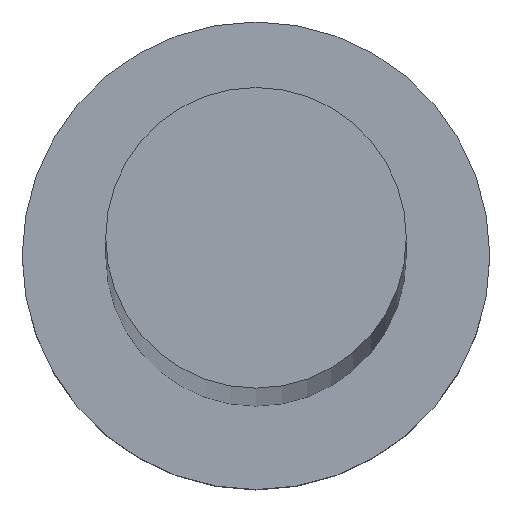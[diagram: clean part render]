
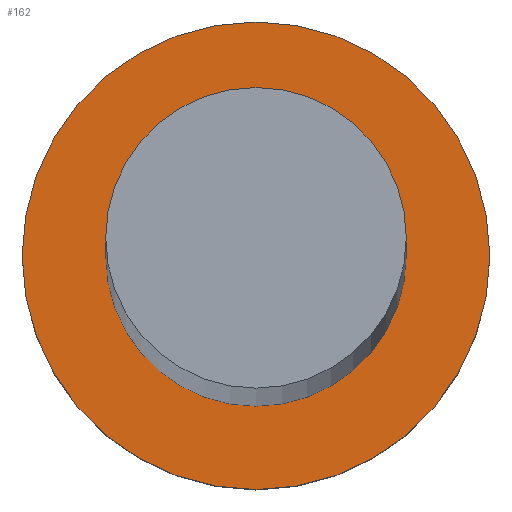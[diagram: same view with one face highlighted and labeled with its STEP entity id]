
A CAD part, top view. The second image highlights one B-rep face of the part: STEP entity #162.
In plain terms, the highlighted planar face has unit normal (0, 0, 1).
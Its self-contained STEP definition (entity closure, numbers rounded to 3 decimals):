
#3 = EDGE_CURVE ( 'NONE', #191, #249, #70, .T. ) ;
#5 = CARTESIAN_POINT ( 'NONE',  ( -7., 0., 6.5 ) ) ;
#17 = AXIS2_PLACEMENT_3D ( 'NONE', #83, #246, #196 ) ;
#26 = VERTEX_POINT ( 'NONE', #188 ) ;
#38 = DIRECTION ( 'NONE',  ( 0., 0., 1. ) ) ;
#39 = DIRECTION ( 'NONE',  ( 1., 0., 0. ) ) ;
#47 = CARTESIAN_POINT ( 'NONE',  ( 7., 0., 6.5 ) ) ;
#55 = EDGE_CURVE ( 'NONE', #26, #143, #93, .T. ) ;
#70 = CIRCLE ( 'NONE', #217, 7. ) ;
#73 = DIRECTION ( 'NONE',  ( 0., 0., 1. ) ) ;
#83 = CARTESIAN_POINT ( 'NONE',  ( 0., 0., 6.5 ) ) ;
#85 = ORIENTED_EDGE ( 'NONE', *, *, #144, .T. ) ;
#93 = CIRCLE ( 'NONE', #140, 4.5 ) ;
#96 = AXIS2_PLACEMENT_3D ( 'NONE', #128, #73, #39 ) ;
#97 = FACE_BOUND ( 'NONE', #146, .T. ) ;
#104 = AXIS2_PLACEMENT_3D ( 'NONE', #110, #237, #204 ) ;
#105 = DIRECTION ( 'NONE',  ( 1., 0., 0. ) ) ;
#110 = CARTESIAN_POINT ( 'NONE',  ( 0., 0., 6.5 ) ) ;
#126 = CARTESIAN_POINT ( 'NONE',  ( 0., 0., 6.5 ) ) ;
#128 = CARTESIAN_POINT ( 'NONE',  ( 0., 0., 6.5 ) ) ;
#140 = AXIS2_PLACEMENT_3D ( 'NONE', #234, #235, #218 ) ;
#143 = VERTEX_POINT ( 'NONE', #194 ) ;
#144 = EDGE_CURVE ( 'NONE', #249, #191, #149, .T. ) ;
#146 = EDGE_LOOP ( 'NONE', ( #184, #181 ) ) ;
#149 = CIRCLE ( 'NONE', #96, 7. ) ;
#152 = EDGE_CURVE ( 'NONE', #143, #26, #228, .T. ) ;
#162 = ADVANCED_FACE ( 'NONE', ( #97, #182 ), #172, .T. ) ;
#172 = PLANE ( 'NONE',  #17 ) ;
#181 = ORIENTED_EDGE ( 'NONE', *, *, #152, .F. ) ;
#182 = FACE_OUTER_BOUND ( 'NONE', #186, .T. ) ;
#184 = ORIENTED_EDGE ( 'NONE', *, *, #55, .F. ) ;
#186 = EDGE_LOOP ( 'NONE', ( #85, #254 ) ) ;
#188 = CARTESIAN_POINT ( 'NONE',  ( -4.5, 0., 6.5 ) ) ;
#191 = VERTEX_POINT ( 'NONE', #47 ) ;
#194 = CARTESIAN_POINT ( 'NONE',  ( 4.5, 0., 6.5 ) ) ;
#196 = DIRECTION ( 'NONE',  ( 1., 0., 0. ) ) ;
#204 = DIRECTION ( 'NONE',  ( 1., 0., 0. ) ) ;
#217 = AXIS2_PLACEMENT_3D ( 'NONE', #126, #38, #105 ) ;
#218 = DIRECTION ( 'NONE',  ( 1., 0., 0. ) ) ;
#228 = CIRCLE ( 'NONE', #104, 4.5 ) ;
#234 = CARTESIAN_POINT ( 'NONE',  ( 0., 0., 6.5 ) ) ;
#235 = DIRECTION ( 'NONE',  ( 0., 0., 1. ) ) ;
#237 = DIRECTION ( 'NONE',  ( 0., 0., 1. ) ) ;
#246 = DIRECTION ( 'NONE',  ( 0., 0., 1. ) ) ;
#249 = VERTEX_POINT ( 'NONE', #5 ) ;
#254 = ORIENTED_EDGE ( 'NONE', *, *, #3, .T. ) ;
